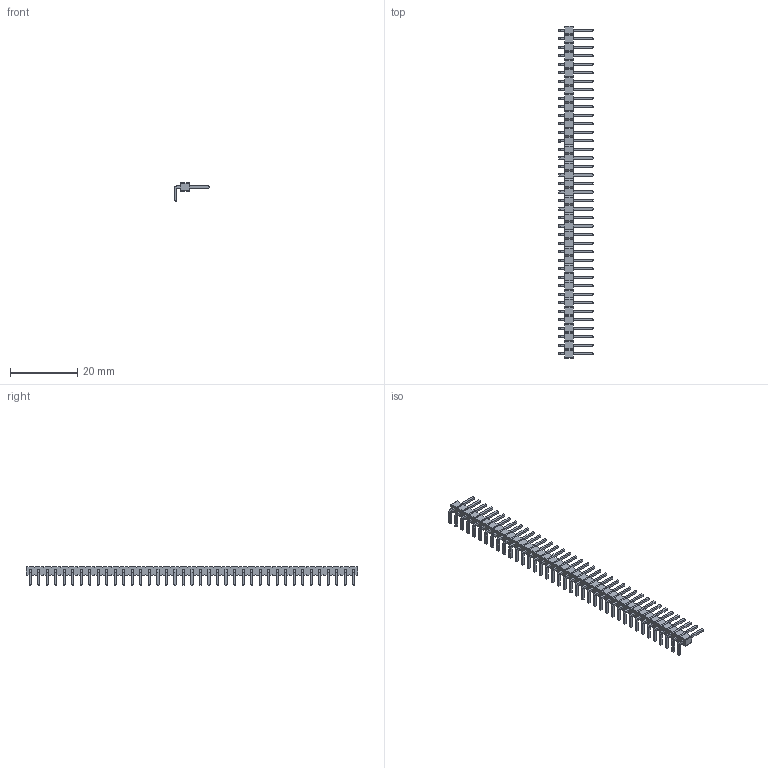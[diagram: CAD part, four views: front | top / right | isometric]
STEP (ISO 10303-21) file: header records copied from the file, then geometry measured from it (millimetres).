
FILE_DESCRIPTION(/* description */ ('model of PinHeader_1x39_P2.54mm_Horizontal'),/* implementation_level */ '2;1');
FILE_NAME(/* name */ 'PinHeader_1x39_P2.54mm_Horizontal.step',/* time_stamp */ '2018-01-24T13:05:07',/* author */ ('kicad StepUp','ksu'),/* organization */ ('FreeCAD'),/* preprocessor_version */ 'OCC',/* originating_system */ 'kicad StepUp',/* authorisation */ '');
FILE_SCHEMA(('AUTOMOTIVE_DESIGN { 1 0 10303 214 1 1 1 1 }'));
Length unit declared in the file: millimetre
Products named in the file (2): PinHeader_1x39_P254mm_Horizontal; Shape0_402035010516
Bounding box: 10.36 x 99.06 x 5.54 mm (x, y, z)
Volume: 850.6 mm3; surface area: 2473.3 mm2
Topology: 40 solids, 40 shells, 901 faces, 2151 edges, 1330 vertices
Faces by surface type: plane 862, cylinder 39
Entity records: 16184 total; most frequent: ORIENTED_EDGE 3247, CARTESIAN_POINT 2503, EDGE_CURVE 2151, LINE 2073, VERTEX_POINT 1330, AXIS2_PLACEMENT_3D 980, ADVANCED_FACE 901, FACE_BOUND 901
